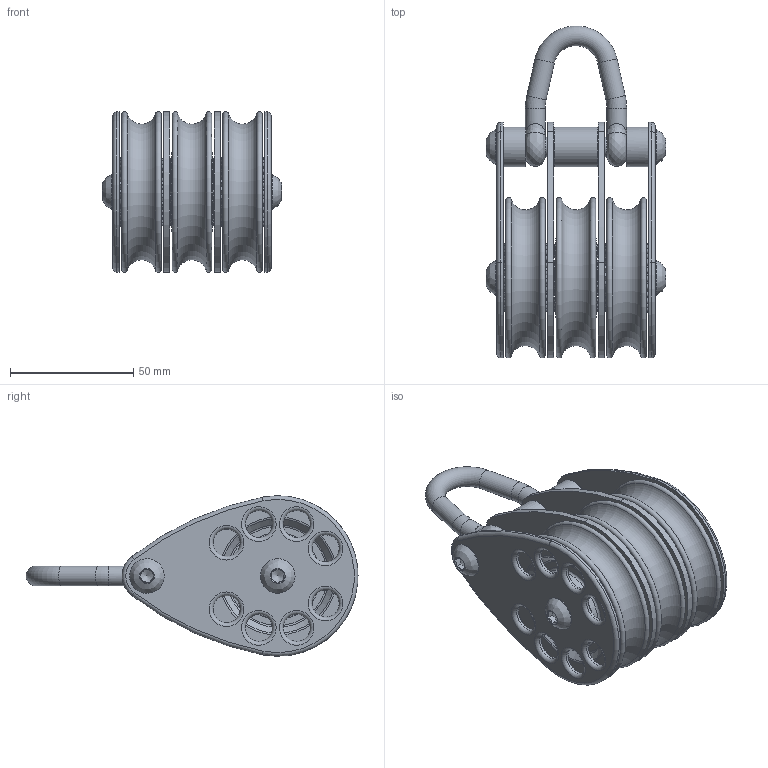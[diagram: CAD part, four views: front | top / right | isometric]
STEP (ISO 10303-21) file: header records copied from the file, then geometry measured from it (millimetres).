
FILE_DESCRIPTION(/* description */ (''),/* implementation_level */ '2;1');
FILE_NAME(/* name */ 'S0605.stp',/* time_stamp */ '2020-01-12T10:41:48+01:00',/* author */ ('francesca'),/* organization */ (''),/* preprocessor_version */ 'ST-DEVELOPER v16.5',/* originating_system */ 'Autodesk Inventor 2017',/* authorisation */ '');
FILE_SCHEMA (('CONFIG_CONTROL_DESIGN'));
Length unit declared in the file: millimetre
Products named in the file (1): 17110914
Bounding box: 72.79 x 134.47 x 65 mm (x, y, z)
Volume: 174867.7 mm3; surface area: 71732.4 mm2
Topology: 1 solids, 1 shells, 379 faces, 695 edges, 484 vertices
Faces by surface type: sphere 144, torus 72, cylinder 63, plane 52, cone 38, bspline 10
Full cylindrical faces by diameter (mm): 8 x6, 11 x32, 12 x6, 16 x3
Entity records: 9252 total; most frequent: CARTESIAN_POINT 1968, DIRECTION 1616, ORIENTED_EDGE 1056, AXIS2_PLACEMENT_3D 786, EDGE_LOOP 764, EDGE_CURVE 528, VERTEX_POINT 464, CIRCLE 408
